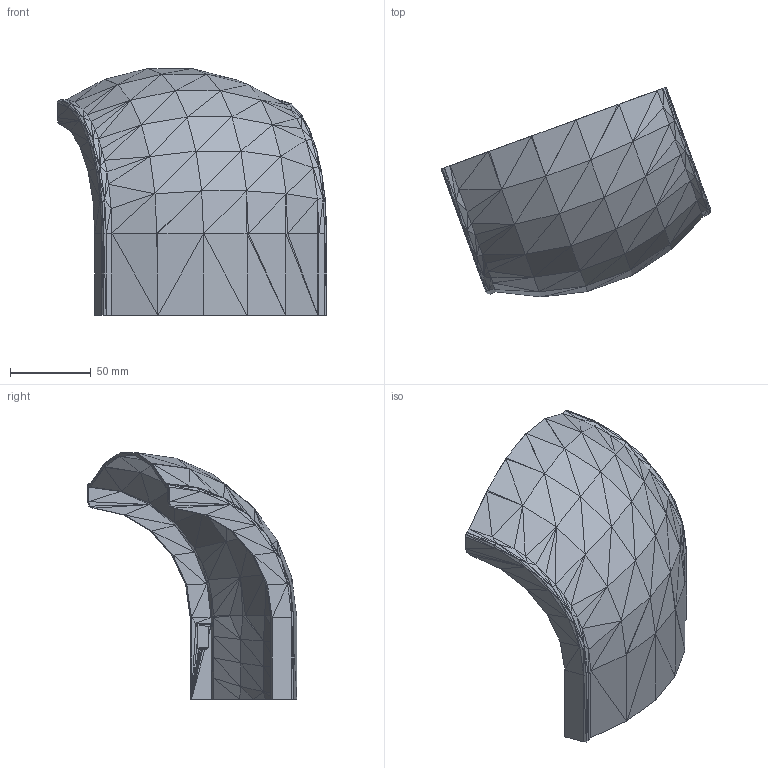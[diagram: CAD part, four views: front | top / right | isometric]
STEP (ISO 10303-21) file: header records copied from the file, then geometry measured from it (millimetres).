
FILE_DESCRIPTION(('FreeCAD Model'),'2;1');
FILE_NAME('Open CASCADE Shape Model','2022-12-01T14:06:40',('Author'),( ''),'Open CASCADE STEP processor 7.6','FreeCAD','Unknown');
FILE_SCHEMA(('AUTOMOTIVE_DESIGN { 1 0 10303 214 1 1 1 1 }'));
Length unit declared in the file: millimetre
Products named in the file (1): DS_LC21038161______________130mm_cable_exit_cover001001 (Solid)
Bounding box: 166.45 x 129.36 x 152.38 mm (x, y, z)
Volume: 70388.2 mm3; surface area: 71286.3 mm2
Topology: 1 solids, 1 shells, 670 faces, 1051 edges, 383 vertices
Faces by surface type: plane 670
Entity records: 27176 total; most frequent: DIRECTION 4495, CARTESIAN_POINT 4207, LINE 3153, VECTOR 3153, ORIENTED_EDGE 2102, PCURVE 2102, DEFINITIONAL_REPRESENTATION 2102, EDGE_CURVE 1051
